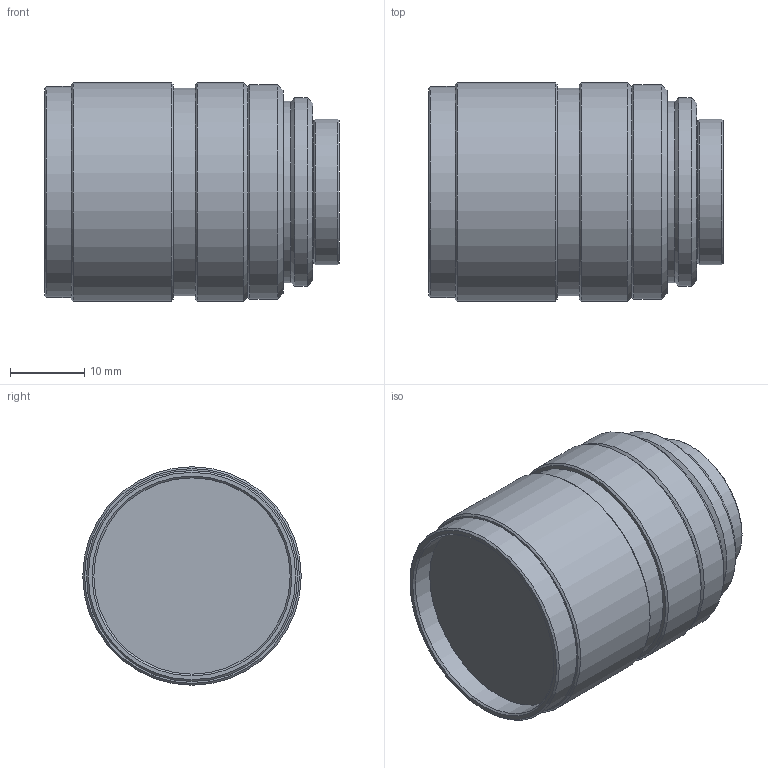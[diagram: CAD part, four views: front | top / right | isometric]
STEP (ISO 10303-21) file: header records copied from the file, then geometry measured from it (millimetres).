
FILE_DESCRIPTION(/* description */ (''),/* implementation_level */ '2;1');
FILE_NAME(/* name */ 'FL-CC1614A-2M_spec.stp',/* time_stamp */ '2014-05-09T11:06:03+02:00',/* author */ (''),/* organization */ (''),/* preprocessor_version */ 'ST-DEVELOPER v15',/* originating_system */ 'SIEMENS PLM Software NX 8.5',/* authorisation */ '');
FILE_SCHEMA (('AUTOMOTIVE_DESIGN { 1 0 10303 214 3 1 1 1 }'));
Length unit declared in the file: millimetre
Products named in the file (1): FL-CC1614A-2M_spec
Bounding box: 39.8 x 29.5 x 29.5 mm (x, y, z)
Volume: 22880.8 mm3; surface area: 5175 mm2
Topology: 1 solids, 1 shells, 30 faces, 55 edges, 33 vertices
Faces by surface type: cone 12, cylinder 10, plane 8
Full cylindrical faces by diameter (mm): 19.2 x1, 19.7 x1, 24.5 x1, 25.5 x1, 26.5 x1, 28 x1, 28.5 x1, 29 x1, 29.5 x2
Entity records: 618 total; most frequent: DIRECTION 120, CARTESIAN_POINT 89, AXIS2_PLACEMENT_3D 60, EDGE_LOOP 58, ORIENTED_EDGE 58, FACE_BOUND 56, ADVANCED_FACE 30, VERTEX_POINT 29
